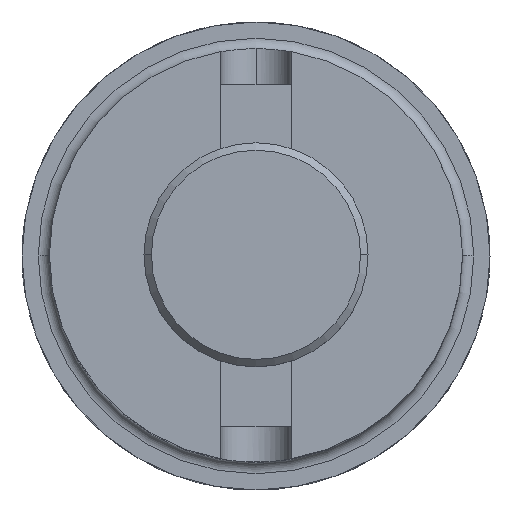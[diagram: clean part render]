
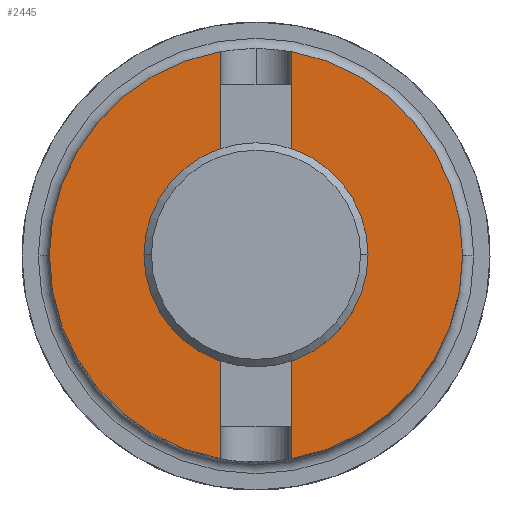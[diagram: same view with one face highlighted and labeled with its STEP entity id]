
A CAD part, top view. The second image highlights one B-rep face of the part: STEP entity #2445.
In plain terms, the highlighted planar face has unit normal (0, 0, 1).
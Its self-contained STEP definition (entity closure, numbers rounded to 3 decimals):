
#4 = CIRCLE ( 'NONE', #1200, 27.813 ) ;
#92 = PLANE ( 'NONE',  #139 ) ;
#104 = VERTEX_POINT ( 'NONE', #2119 ) ;
#105 = DIRECTION ( 'NONE',  ( 0., 1., 0. ) ) ;
#108 = CIRCLE ( 'NONE', #1087, 27.813 ) ;
#124 = DIRECTION ( 'NONE',  ( 0., 0., -1. ) ) ;
#138 = LINE ( 'NONE', #1446, #557 ) ;
#139 = AXIS2_PLACEMENT_3D ( 'NONE', #490, #636, #1968 ) ;
#142 = LINE ( 'NONE', #764, #1519 ) ;
#173 = ORIENTED_EDGE ( 'NONE', *, *, #1457, .T. ) ;
#204 = ORIENTED_EDGE ( 'NONE', *, *, #2249, .F. ) ;
#264 = VERTEX_POINT ( 'NONE', #1864 ) ;
#276 = VERTEX_POINT ( 'NONE', #1384 ) ;
#279 = ORIENTED_EDGE ( 'NONE', *, *, #498, .T. ) ;
#281 = VECTOR ( 'NONE', #2296, 1000. ) ;
#301 = CARTESIAN_POINT ( 'NONE',  ( 0., 0., 90. ) ) ;
#316 = DIRECTION ( 'NONE',  ( 0., 0., -1. ) ) ;
#330 = AXIS2_PLACEMENT_3D ( 'NONE', #2010, #316, #1028 ) ;
#331 = VERTEX_POINT ( 'NONE', #645 ) ;
#337 = LINE ( 'NONE', #2126, #281 ) ;
#358 = VECTOR ( 'NONE', #105, 1000. ) ;
#412 = EDGE_CURVE ( 'NONE', #276, #2072, #138, .T. ) ;
#431 = DIRECTION ( 'NONE',  ( -1., 0., 0. ) ) ;
#440 = VECTOR ( 'NONE', #1420, 1000. ) ;
#490 = CARTESIAN_POINT ( 'NONE',  ( 0., 27.813, 90. ) ) ;
#498 = EDGE_CURVE ( 'NONE', #2016, #104, #1971, .T. ) ;
#534 = FACE_OUTER_BOUND ( 'NONE', #1637, .T. ) ;
#557 = VECTOR ( 'NONE', #2015, 1000. ) ;
#602 = DIRECTION ( 'NONE',  ( -1., 0., 0. ) ) ;
#603 = ORIENTED_EDGE ( 'NONE', *, *, #715, .F. ) ;
#636 = DIRECTION ( 'NONE',  ( 0., 0., 1. ) ) ;
#637 = VERTEX_POINT ( 'NONE', #976 ) ;
#639 = CARTESIAN_POINT ( 'NONE',  ( -12.7, 0., 90. ) ) ;
#645 = CARTESIAN_POINT ( 'NONE',  ( -27.813, 0., 90. ) ) ;
#646 = VERTEX_POINT ( 'NONE', #1136 ) ;
#656 = AXIS2_PLACEMENT_3D ( 'NONE', #2105, #2168, #1914 ) ;
#687 = VECTOR ( 'NONE', #2054, 1000. ) ;
#706 = EDGE_CURVE ( 'NONE', #264, #1096, #1088, .T. ) ;
#715 = EDGE_CURVE ( 'NONE', #1102, #276, #108, .T. ) ;
#740 = ORIENTED_EDGE ( 'NONE', *, *, #1560, .F. ) ;
#764 = CARTESIAN_POINT ( 'NONE',  ( 0., 13.5, 90. ) ) ;
#832 = DIRECTION ( 'NONE',  ( 0., 0., -1. ) ) ;
#874 = EDGE_CURVE ( 'NONE', #646, #1291, #2314, .T. ) ;
#917 = ORIENTED_EDGE ( 'NONE', *, *, #874, .T. ) ;
#941 = CARTESIAN_POINT ( 'NONE',  ( -4.762, 27.813, 90. ) ) ;
#976 = CARTESIAN_POINT ( 'NONE',  ( -4.762, -13.5, 90. ) ) ;
#1028 = DIRECTION ( 'NONE',  ( -1., 0., 0. ) ) ;
#1043 = ORIENTED_EDGE ( 'NONE', *, *, #1097, .F. ) ;
#1069 = AXIS2_PLACEMENT_3D ( 'NONE', #1252, #1999, #1439 ) ;
#1074 = CARTESIAN_POINT ( 'NONE',  ( 4.763, 27.813, 90. ) ) ;
#1087 = AXIS2_PLACEMENT_3D ( 'NONE', #2149, #832, #602 ) ;
#1088 = CIRCLE ( 'NONE', #656, 12.7 ) ;
#1096 = VERTEX_POINT ( 'NONE', #639 ) ;
#1097 = EDGE_CURVE ( 'NONE', #2072, #637, #337, .T. ) ;
#1102 = VERTEX_POINT ( 'NONE', #1537 ) ;
#1136 = CARTESIAN_POINT ( 'NONE',  ( -4.762, 13.5, 90. ) ) ;
#1139 = CIRCLE ( 'NONE', #1069, 27.813 ) ;
#1181 = LINE ( 'NONE', #2238, #687 ) ;
#1200 = AXIS2_PLACEMENT_3D ( 'NONE', #1982, #1208, #2202 ) ;
#1208 = DIRECTION ( 'NONE',  ( 0., 0., -1. ) ) ;
#1252 = CARTESIAN_POINT ( 'NONE',  ( 0., 0., 90. ) ) ;
#1271 = ORIENTED_EDGE ( 'NONE', *, *, #1959, .F. ) ;
#1291 = VERTEX_POINT ( 'NONE', #2331 ) ;
#1353 = ORIENTED_EDGE ( 'NONE', *, *, #706, .T. ) ;
#1384 = CARTESIAN_POINT ( 'NONE',  ( 4.763, -27.402, 90. ) ) ;
#1420 = DIRECTION ( 'NONE',  ( 0., -1., 0. ) ) ;
#1421 = ORIENTED_EDGE ( 'NONE', *, *, #2045, .F. ) ;
#1439 = DIRECTION ( 'NONE',  ( -1., 0., 0. ) ) ;
#1446 = CARTESIAN_POINT ( 'NONE',  ( 4.763, 27.813, 90. ) ) ;
#1457 = EDGE_CURVE ( 'NONE', #1096, #264, #2311, .T. ) ;
#1459 = ORIENTED_EDGE ( 'NONE', *, *, #2423, .F. ) ;
#1470 = CARTESIAN_POINT ( 'NONE',  ( 4.763, 27.402, 90. ) ) ;
#1519 = VECTOR ( 'NONE', #1794, 1000. ) ;
#1532 = VERTEX_POINT ( 'NONE', #1966 ) ;
#1537 = CARTESIAN_POINT ( 'NONE',  ( 27.813, 0., 90. ) ) ;
#1560 = EDGE_CURVE ( 'NONE', #331, #1291, #4, .T. ) ;
#1624 = EDGE_LOOP ( 'NONE', ( #173, #1353 ) ) ;
#1637 = EDGE_LOOP ( 'NONE', ( #1271, #1043, #2272, #603, #1459, #279, #1421, #917, #740, #204 ) ) ;
#1794 = DIRECTION ( 'NONE',  ( 1., 0., 0. ) ) ;
#1864 = CARTESIAN_POINT ( 'NONE',  ( 12.7, 0., 90. ) ) ;
#1914 = DIRECTION ( 'NONE',  ( -1., 0., 0. ) ) ;
#1934 = FACE_BOUND ( 'NONE', #1624, .T. ) ;
#1954 = AXIS2_PLACEMENT_3D ( 'NONE', #301, #124, #431 ) ;
#1959 = EDGE_CURVE ( 'NONE', #637, #1532, #1181, .T. ) ;
#1966 = CARTESIAN_POINT ( 'NONE',  ( -4.762, -27.402, 90. ) ) ;
#1968 = DIRECTION ( 'NONE',  ( 1., 0., 0. ) ) ;
#1971 = LINE ( 'NONE', #1074, #440 ) ;
#1982 = CARTESIAN_POINT ( 'NONE',  ( 0., 0., 90. ) ) ;
#1999 = DIRECTION ( 'NONE',  ( 0., 0., -1. ) ) ;
#2010 = CARTESIAN_POINT ( 'NONE',  ( 0., 0., 90. ) ) ;
#2015 = DIRECTION ( 'NONE',  ( 0., 1., 0. ) ) ;
#2016 = VERTEX_POINT ( 'NONE', #1470 ) ;
#2045 = EDGE_CURVE ( 'NONE', #646, #104, #142, .T. ) ;
#2054 = DIRECTION ( 'NONE',  ( 0., -1., 0. ) ) ;
#2072 = VERTEX_POINT ( 'NONE', #2328 ) ;
#2105 = CARTESIAN_POINT ( 'NONE',  ( 0., 0., 90. ) ) ;
#2119 = CARTESIAN_POINT ( 'NONE',  ( 4.763, 13.5, 90. ) ) ;
#2126 = CARTESIAN_POINT ( 'NONE',  ( 0., -13.5, 90. ) ) ;
#2149 = CARTESIAN_POINT ( 'NONE',  ( 0., 0., 90. ) ) ;
#2168 = DIRECTION ( 'NONE',  ( 0., 0., -1. ) ) ;
#2202 = DIRECTION ( 'NONE',  ( -1., 0., 0. ) ) ;
#2238 = CARTESIAN_POINT ( 'NONE',  ( -4.762, 27.813, 90. ) ) ;
#2249 = EDGE_CURVE ( 'NONE', #1532, #331, #1139, .T. ) ;
#2272 = ORIENTED_EDGE ( 'NONE', *, *, #412, .F. ) ;
#2296 = DIRECTION ( 'NONE',  ( -1., 0., 0. ) ) ;
#2311 = CIRCLE ( 'NONE', #330, 12.7 ) ;
#2314 = LINE ( 'NONE', #941, #358 ) ;
#2328 = CARTESIAN_POINT ( 'NONE',  ( 4.763, -13.5, 90. ) ) ;
#2331 = CARTESIAN_POINT ( 'NONE',  ( -4.762, 27.402, 90. ) ) ;
#2423 = EDGE_CURVE ( 'NONE', #2016, #1102, #2442, .T. ) ;
#2442 = CIRCLE ( 'NONE', #1954, 27.813 ) ;
#2445 = ADVANCED_FACE ( 'NONE', ( #534, #1934 ), #92, .T. ) ;
